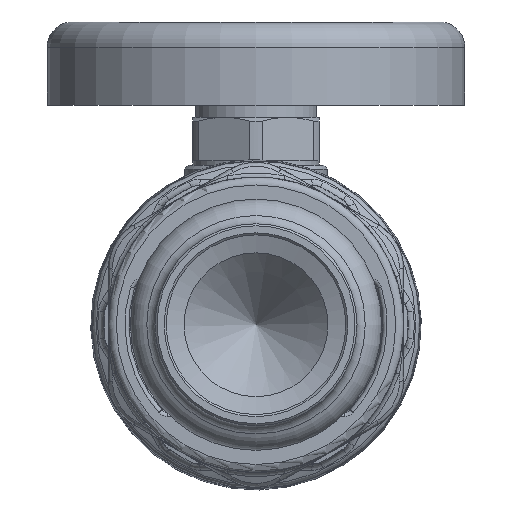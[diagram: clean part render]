
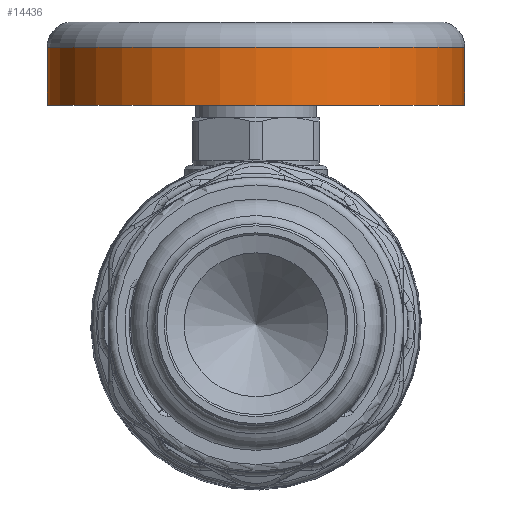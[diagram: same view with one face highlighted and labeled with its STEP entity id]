
A CAD part, front view. The second image highlights one B-rep face of the part: STEP entity #14436.
In plain terms, the highlighted cylindrical face has radius 26.162 mm (diameter 52.324 mm), a full revolution.
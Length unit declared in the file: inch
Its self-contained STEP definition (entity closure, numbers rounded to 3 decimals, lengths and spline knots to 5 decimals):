
#147=CYLINDRICAL_SURFACE('',#15687,1.03);
#1934=FACE_OUTER_BOUND('',#2889,.T.);
#2889=EDGE_LOOP('',(#10231,#10232,#10233,#10234,#10235));
#3698=LINE('',#27272,#4215);
#4215=VECTOR('',#18183,1.03);
#4864=CIRCLE('',#15685,1.03);
#4865=CIRCLE('',#15686,1.03);
#4866=CIRCLE('',#15688,1.03);
#5883=VERTEX_POINT('',#27265);
#5884=VERTEX_POINT('',#27267);
#5885=VERTEX_POINT('',#27271);
#7401=EDGE_CURVE('',#5883,#5884,#4864,.T.);
#7402=EDGE_CURVE('',#5884,#5883,#4865,.T.);
#7403=EDGE_CURVE('',#5884,#5885,#3698,.T.);
#7404=EDGE_CURVE('',#5885,#5885,#4866,.T.);
#10231=ORIENTED_EDGE('',*,*,#7402,.F.);
#10232=ORIENTED_EDGE('',*,*,#7403,.T.);
#10233=ORIENTED_EDGE('',*,*,#7404,.F.);
#10234=ORIENTED_EDGE('',*,*,#7403,.F.);
#10235=ORIENTED_EDGE('',*,*,#7401,.F.);
#14436=ADVANCED_FACE('',(#1934),#147,.T.);
#15685=AXIS2_PLACEMENT_3D('',#27268,#18177,#18178);
#15686=AXIS2_PLACEMENT_3D('',#27269,#18179,#18180);
#15687=AXIS2_PLACEMENT_3D('',#27270,#18181,#18182);
#15688=AXIS2_PLACEMENT_3D('',#27273,#18184,#18185);
#18177=DIRECTION('center_axis',(0.,0.,
1.));
#18178=DIRECTION('ref_axis',(0.,-1.,0.));
#18179=DIRECTION('center_axis',(0.,0.,
1.));
#18180=DIRECTION('ref_axis',(0.,-1.,0.));
#18181=DIRECTION('center_axis',(0.,0.,
1.));
#18182=DIRECTION('ref_axis',(0.,-1.,0.));
#18183=DIRECTION('',(0.,0.,-1.));
#18184=DIRECTION('center_axis',(0.,0.,
-1.));
#18185=DIRECTION('ref_axis',(0.,-1.,0.));
#27265=CARTESIAN_POINT('',(0.,1.19441,1.3674));
#27267=CARTESIAN_POINT('',(0.,3.25441,1.3674));
#27268=CARTESIAN_POINT('Origin',(0.,2.22441,
1.3674));
#27269=CARTESIAN_POINT('Origin',(0.,2.22441,
1.3674));
#27270=CARTESIAN_POINT('Origin',(0.,2.22441,
1.0824));
#27271=CARTESIAN_POINT('',(0.,3.25441,1.0824));
#27272=CARTESIAN_POINT('',(0.,3.25441,1.0824));
#27273=CARTESIAN_POINT('Origin',(0.,2.22441,
1.0824));
